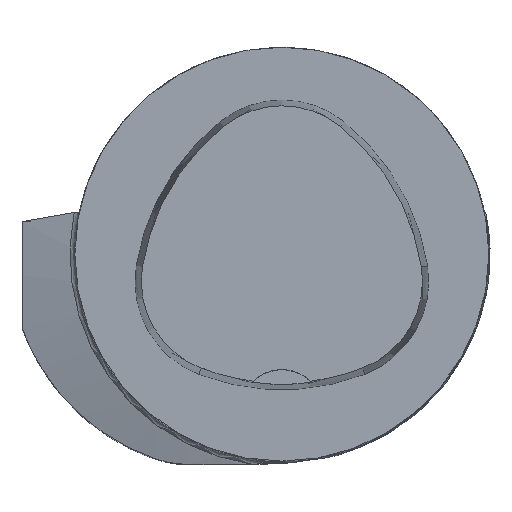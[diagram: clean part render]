
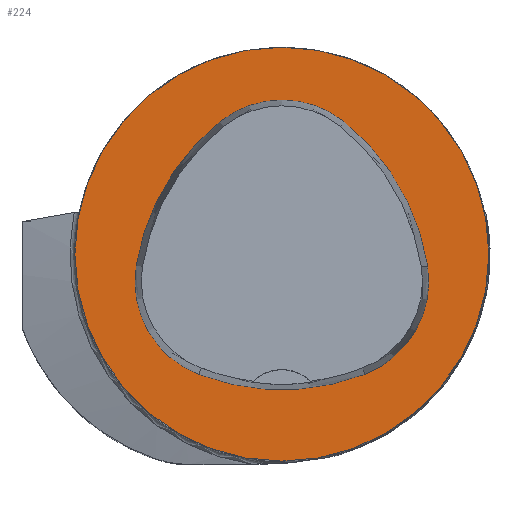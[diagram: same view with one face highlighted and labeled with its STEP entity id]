
A CAD part, top view. The second image highlights one B-rep face of the part: STEP entity #224.
In plain terms, the highlighted planar face has unit normal (0, 0, 1).
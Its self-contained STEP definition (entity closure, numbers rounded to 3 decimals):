
#224=ADVANCED_FACE('',(#453,#454),#271,.T.);
#271=PLANE('',#1294);
#453=FACE_BOUND('',#499,.T.);
#454=FACE_BOUND('',#500,.T.);
#499=EDGE_LOOP('',(#715,#716,#717,#718,#719,#720));
#500=EDGE_LOOP('',(#721));
#715=ORIENTED_EDGE('',*,*,#1062,.T.);
#716=ORIENTED_EDGE('',*,*,#1042,.T.);
#717=ORIENTED_EDGE('',*,*,#1046,.T.);
#718=ORIENTED_EDGE('',*,*,#1049,.T.);
#719=ORIENTED_EDGE('',*,*,#1052,.T.);
#720=ORIENTED_EDGE('',*,*,#1060,.T.);
#721=ORIENTED_EDGE('',*,*,#1033,.F.);
#909=VERTEX_POINT('',#2025);
#918=VERTEX_POINT('',#2044);
#919=VERTEX_POINT('',#2045);
#922=VERTEX_POINT('',#2053);
#924=VERTEX_POINT('',#2059);
#926=VERTEX_POINT('',#2065);
#933=VERTEX_POINT('',#2086);
#1033=EDGE_CURVE('',#909,#909,#1111,.T.);
#1042=EDGE_CURVE('',#918,#919,#1112,.T.);
#1046=EDGE_CURVE('',#919,#922,#1114,.T.);
#1049=EDGE_CURVE('',#922,#924,#1116,.T.);
#1052=EDGE_CURVE('',#924,#926,#1118,.T.);
#1060=EDGE_CURVE('',#926,#933,#1122,.T.);
#1062=EDGE_CURVE('',#933,#918,#1124,.T.);
#1111=CIRCLE('',#1266,25.);
#1112=CIRCLE('',#1272,28.);
#1114=CIRCLE('',#1275,12.);
#1116=CIRCLE('',#1278,28.);
#1118=CIRCLE('',#1281,12.);
#1122=CIRCLE('',#1286,28.);
#1124=CIRCLE('',#1289,12.);
#1266=AXIS2_PLACEMENT_3D('',#2024,#1497,#1498);
#1272=AXIS2_PLACEMENT_3D('',#2043,#1513,#1514);
#1275=AXIS2_PLACEMENT_3D('',#2052,#1521,#1522);
#1278=AXIS2_PLACEMENT_3D('',#2058,#1528,#1529);
#1281=AXIS2_PLACEMENT_3D('',#2064,#1535,#1536);
#1286=AXIS2_PLACEMENT_3D('',#2087,#1547,#1548);
#1289=AXIS2_PLACEMENT_3D('',#2090,#1553,#1554);
#1294=AXIS2_PLACEMENT_3D('',#2095,#1563,#1564);
#1497=DIRECTION('',(0.,0.,-1.));
#1498=DIRECTION('',(-1.,0.,0.));
#1513=DIRECTION('',(0.,0.,-1.));
#1514=DIRECTION('',(-1.,0.,0.));
#1521=DIRECTION('',(0.,0.,-1.));
#1522=DIRECTION('',(-1.,0.,0.));
#1528=DIRECTION('',(0.,0.,-1.));
#1529=DIRECTION('',(-1.,0.,0.));
#1535=DIRECTION('',(0.,0.,-1.));
#1536=DIRECTION('',(-1.,0.,0.));
#1547=DIRECTION('',(0.,0.,-1.));
#1548=DIRECTION('',(-1.,0.,0.));
#1553=DIRECTION('',(0.,0.,-1.));
#1554=DIRECTION('',(-1.,0.,0.));
#1563=DIRECTION('',(0.,0.,1.));
#1564=DIRECTION('',(1.,0.,0.));
#2024=CARTESIAN_POINT('',(0.,0.,0.));
#2025=CARTESIAN_POINT('',(-25.,0.,0.));
#2043=CARTESIAN_POINT('',(10.068,-5.824,0.));
#2044=CARTESIAN_POINT('',(-17.584,-1.424,0.));
#2045=CARTESIAN_POINT('',(-7.531,15.953,0.));
#2052=CARTESIAN_POINT('',(0.011,6.62,0.));
#2053=CARTESIAN_POINT('',(7.567,15.942,0.));
#2058=CARTESIAN_POINT('',(-10.063,-5.81,0.));
#2059=CARTESIAN_POINT('',(17.59,-1.418,0.));
#2064=CARTESIAN_POINT('',(5.739,-3.3,0.));
#2065=CARTESIAN_POINT('',(10.05,-14.499,0.));
#2086=CARTESIAN_POINT('',(-10.025,-14.516,0.));
#2087=CARTESIAN_POINT('',(-0.01,11.631,0.));
#2090=CARTESIAN_POINT('',(-5.733,-3.31,0.));
#2095=CARTESIAN_POINT('',(0.,0.,0.));
